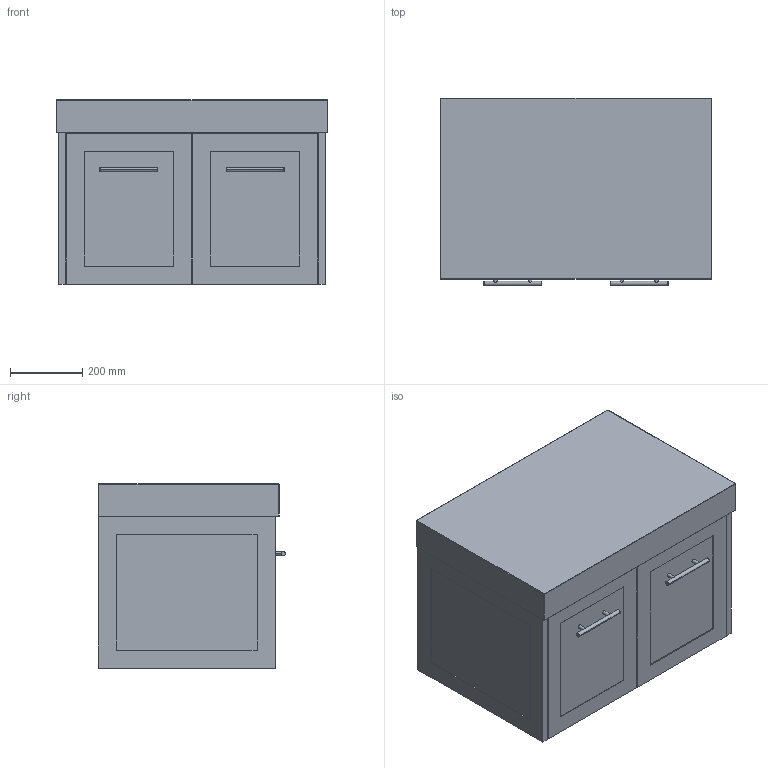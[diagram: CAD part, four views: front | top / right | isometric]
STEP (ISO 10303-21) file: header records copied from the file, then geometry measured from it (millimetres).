
FILE_DESCRIPTION(/* description */ (''),/* implementation_level */ '2;1');
FILE_NAME(/* name */ 'Kado Lux All-Door WH 750 (90MM)',/* time_stamp */ '2025-07-09T14:56:09+10:00',/* author */ (''),/* organization */ (''),/* preprocessor_version */ 'ST-DEVELOPER v16.5',/* originating_system */ '',/* authorisation */ '');
FILE_SCHEMA (('AUTOMOTIVE_DESIGN'));
Length unit declared in the file: millimetre
Products named in the file (9): Document; Kado Lux All-Door WH 750 (90MM); Kado Lux All-Door (Wall Hung)2728; Kado Lux All-Door WH ALL2526; Kado Lux All-Door WH 750 Carcass2223; Kado Lux All-Door WH 750 Carcass2021; Cross Bar Handle 962345678910111213141516; Blank Benchtops ALL24; 750 Benchtop (90mm)18
Assembly tree (9 placements, depth 6):
  Document
    Kado Lux All-Door WH 750 (90MM)
      Kado Lux All-Door (Wall Hung)2728
        Kado Lux All-Door WH ALL2526
          Kado Lux All-Door WH 750 Carcass2223
            Kado Lux All-Door WH 750 Carcass2021
            Cross Bar Handle 962345678910111213141516  x2
      Blank Benchtops ALL24
        750 Benchtop (90mm)18
Bounding box: 750 x 518 x 510 mm (x, y, z)
Volume: 28728106.1 mm3; surface area: 4122199 mm2
Topology: 10 solids, 10 shells, 118 faces, 249 edges, 150 vertices
Faces by surface type: plane 81, cylinder 23, bspline 14
Entity records: 3128 total; most frequent: CARTESIAN_POINT 1231, ORIENTED_EDGE 430, EDGE_CURVE 215, B_SPLINE_CURVE_WITH_KNOTS 183, DIRECTION 136, VERTEX_POINT 134, AXIS2_PLACEMENT_3D 115, EDGE_LOOP 109
